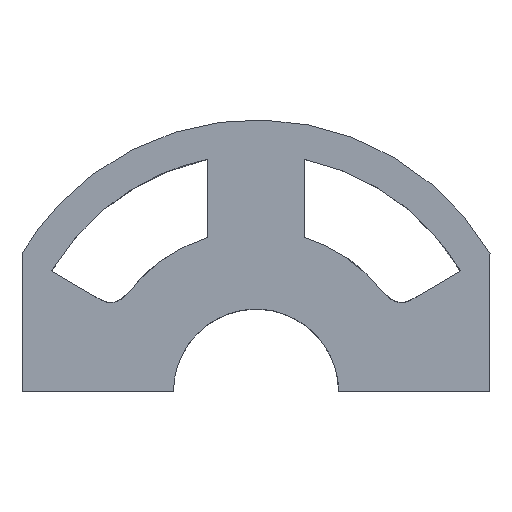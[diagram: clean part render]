
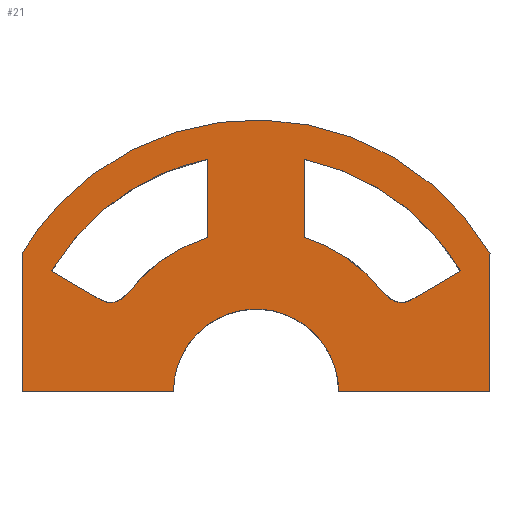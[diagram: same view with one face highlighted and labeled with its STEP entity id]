
A CAD part, top view. The second image highlights one B-rep face of the part: STEP entity #21.
In plain terms, the highlighted planar face has unit normal (0, 0, 1).
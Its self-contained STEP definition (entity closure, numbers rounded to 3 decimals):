
#14=FACE_BOUND('',#70,.T.);
#15=FACE_BOUND('',#71,.T.);
#21=ADVANCED_FACE('',(#45,#14,#15),#434,.T.);
#45=FACE_OUTER_BOUND('',#69,.T.);
#69=EDGE_LOOP('',(#102,#103,#104,#105,#106,#107));
#70=EDGE_LOOP('',(#108,#109,#110,#111,#112));
#71=EDGE_LOOP('',(#113,#114,#115,#116,#117));
#102=ORIENTED_EDGE('',*,*,#246,.T.);
#103=ORIENTED_EDGE('',*,*,#247,.T.);
#104=ORIENTED_EDGE('',*,*,#271,.T.);
#105=ORIENTED_EDGE('',*,*,#248,.T.);
#106=ORIENTED_EDGE('',*,*,#249,.T.);
#107=ORIENTED_EDGE('',*,*,#274,.T.);
#108=ORIENTED_EDGE('',*,*,#257,.T.);
#109=ORIENTED_EDGE('',*,*,#280,.T.);
#110=ORIENTED_EDGE('',*,*,#250,.T.);
#111=ORIENTED_EDGE('',*,*,#265,.T.);
#112=ORIENTED_EDGE('',*,*,#245,.T.);
#113=ORIENTED_EDGE('',*,*,#296,.T.);
#114=ORIENTED_EDGE('',*,*,#251,.T.);
#115=ORIENTED_EDGE('',*,*,#286,.T.);
#116=ORIENTED_EDGE('',*,*,#287,.T.);
#117=ORIENTED_EDGE('',*,*,#295,.T.);
#245=EDGE_CURVE('',#387,#389,#314,.T.);
#246=EDGE_CURVE('',#390,#391,#337,.T.);
#247=EDGE_CURVE('',#391,#392,#338,.T.);
#248=EDGE_CURVE('',#393,#394,#339,.T.);
#249=EDGE_CURVE('',#394,#395,#340,.T.);
#250=EDGE_CURVE('',#397,#398,#341,.T.);
#251=EDGE_CURVE('',#399,#400,#342,.T.);
#257=EDGE_CURVE('',#389,#396,#348,.T.);
#265=EDGE_CURVE('',#398,#387,#317,.T.);
#271=EDGE_CURVE('',#392,#393,#319,.T.);
#274=EDGE_CURVE('',#395,#390,#320,.T.);
#280=EDGE_CURVE('',#396,#397,#323,.T.);
#286=EDGE_CURVE('',#400,#401,#325,.T.);
#287=EDGE_CURVE('',#401,#402,#367,.T.);
#295=EDGE_CURVE('',#402,#403,#326,.T.);
#296=EDGE_CURVE('',#403,#399,#327,.T.);
#314=(
BOUNDED_CURVE()
B_SPLINE_CURVE(2,(#896,#897,#898),.UNSPECIFIED.,.F.,.F.)
B_SPLINE_CURVE_WITH_KNOTS((3,3),(-2.186,0.),.UNSPECIFIED.)
CURVE()
GEOMETRIC_REPRESENTATION_ITEM()
RATIONAL_B_SPLINE_CURVE((1.,0.746,1.))
REPRESENTATION_ITEM('')
);
#317=(
BOUNDED_CURVE()
B_SPLINE_CURVE(2,(#968,#969,#970),.UNSPECIFIED.,.F.,.F.)
B_SPLINE_CURVE_WITH_KNOTS((3,3),(0.,7.295),.UNSPECIFIED.)
CURVE()
GEOMETRIC_REPRESENTATION_ITEM()
RATIONAL_B_SPLINE_CURVE((1.,0.952,1.))
REPRESENTATION_ITEM('')
);
#319=(
BOUNDED_CURVE()
B_SPLINE_CURVE(2,(#984,#985,#986,#987,#988),.UNSPECIFIED.,.F.,.F.)
B_SPLINE_CURVE_WITH_KNOTS((3,2,3),(0.,20.476,40.952),
 .UNSPECIFIED.)
CURVE()
GEOMETRIC_REPRESENTATION_ITEM()
RATIONAL_B_SPLINE_CURVE((1.,0.869,1.,0.869,1.))
REPRESENTATION_ITEM('')
);
#320=(
BOUNDED_CURVE()
B_SPLINE_CURVE(2,(#993,#994,#995,#996,#997),.UNSPECIFIED.,.F.,.F.)
B_SPLINE_CURVE_WITH_KNOTS((3,2,3),(-18.85,-9.425,
0.),.UNSPECIFIED.)
CURVE()
GEOMETRIC_REPRESENTATION_ITEM()
RATIONAL_B_SPLINE_CURVE((1.,0.707,1.,0.707,1.))
REPRESENTATION_ITEM('')
);
#323=(
BOUNDED_CURVE()
B_SPLINE_CURVE(2,(#1012,#1013,#1014),.UNSPECIFIED.,.F.,.F.)
B_SPLINE_CURVE_WITH_KNOTS((3,3),(-14.36,0.),.UNSPECIFIED.)
CURVE()
GEOMETRIC_REPRESENTATION_ITEM()
RATIONAL_B_SPLINE_CURVE((1.,0.915,1.))
REPRESENTATION_ITEM('')
);
#325=(
BOUNDED_CURVE()
B_SPLINE_CURVE(2,(#1026,#1027,#1028),.UNSPECIFIED.,.F.,.F.)
B_SPLINE_CURVE_WITH_KNOTS((3,3),(-14.36,0.),.UNSPECIFIED.)
CURVE()
GEOMETRIC_REPRESENTATION_ITEM()
RATIONAL_B_SPLINE_CURVE((1.,0.915,1.))
REPRESENTATION_ITEM('')
);
#326=(
BOUNDED_CURVE()
B_SPLINE_CURVE(2,(#1070,#1071,#1072),.UNSPECIFIED.,.F.,.F.)
B_SPLINE_CURVE_WITH_KNOTS((3,3),(-2.186,0.),.UNSPECIFIED.)
CURVE()
GEOMETRIC_REPRESENTATION_ITEM()
RATIONAL_B_SPLINE_CURVE((1.,0.746,1.))
REPRESENTATION_ITEM('')
);
#327=(
BOUNDED_CURVE()
B_SPLINE_CURVE(2,(#1073,#1074,#1075),.UNSPECIFIED.,.F.,.F.)
B_SPLINE_CURVE_WITH_KNOTS((3,3),(0.,7.295),.UNSPECIFIED.)
CURVE()
GEOMETRIC_REPRESENTATION_ITEM()
RATIONAL_B_SPLINE_CURVE((1.,0.952,1.))
REPRESENTATION_ITEM('')
);
#337=B_SPLINE_CURVE_WITH_KNOTS('',1,(#899,#900),.UNSPECIFIED.,.F.,.F.,(2,
2),(0.,11.),.UNSPECIFIED.);
#338=B_SPLINE_CURVE_WITH_KNOTS('',1,(#901,#902),.UNSPECIFIED.,.F.,.F.,(2,
2),(0.,10.053),.UNSPECIFIED.);
#339=B_SPLINE_CURVE_WITH_KNOTS('',1,(#903,#904),.UNSPECIFIED.,.F.,.F.,(2,
2),(0.,10.053),.UNSPECIFIED.);
#340=B_SPLINE_CURVE_WITH_KNOTS('',1,(#905,#906),.UNSPECIFIED.,.F.,.F.,(2,
2),(0.,11.),.UNSPECIFIED.);
#341=B_SPLINE_CURVE_WITH_KNOTS('',1,(#907,#908),.UNSPECIFIED.,.F.,.F.,(2,
2),(0.,5.675),.UNSPECIFIED.);
#342=B_SPLINE_CURVE_WITH_KNOTS('',1,(#909,#910),.UNSPECIFIED.,.F.,.F.,(2,
2),(-5.675,0.),.UNSPECIFIED.);
#348=B_SPLINE_CURVE_WITH_KNOTS('',1,(#944,#945),.UNSPECIFIED.,.F.,.F.,(2,
2),(-4.085,0.),.UNSPECIFIED.);
#367=B_SPLINE_CURVE_WITH_KNOTS('',1,(#1029,#1030),.UNSPECIFIED.,.F.,.F.,
(2,2),(0.,4.085),.UNSPECIFIED.);
#387=VERTEX_POINT('',#835);
#389=VERTEX_POINT('',#837);
#390=VERTEX_POINT('',#838);
#391=VERTEX_POINT('',#839);
#392=VERTEX_POINT('',#840);
#393=VERTEX_POINT('',#841);
#394=VERTEX_POINT('',#842);
#395=VERTEX_POINT('',#843);
#396=VERTEX_POINT('',#844);
#397=VERTEX_POINT('',#845);
#398=VERTEX_POINT('',#846);
#399=VERTEX_POINT('',#847);
#400=VERTEX_POINT('',#848);
#401=VERTEX_POINT('',#849);
#402=VERTEX_POINT('',#850);
#403=VERTEX_POINT('',#851);
#434=PLANE('',#546);
#546=AXIS2_PLACEMENT_3D('',#590,#559,$);
#559=DIRECTION('',(0.,0.,1.));
#590=CARTESIAN_POINT('',(-20.46,-2.035,-1.5));
#835=CARTESIAN_POINT('',(-9.372,7.087,-1.5));
#837=CARTESIAN_POINT('',(-11.332,6.701,-1.5));
#838=CARTESIAN_POINT('',(6.,0.,-1.5));
#839=CARTESIAN_POINT('',(17.,0.,-1.5));
#840=CARTESIAN_POINT('',(17.,10.053,-1.5));
#841=CARTESIAN_POINT('',(-17.,10.053,-1.5));
#842=CARTESIAN_POINT('',(-17.,0.,-1.5));
#843=CARTESIAN_POINT('',(-6.,0.,-1.5));
#844=CARTESIAN_POINT('',(-14.848,8.78,-1.5));
#845=CARTESIAN_POINT('',(-3.5,16.891,-1.5));
#846=CARTESIAN_POINT('',(-3.5,11.217,-1.5));
#847=CARTESIAN_POINT('',(3.5,11.217,-1.5));
#848=CARTESIAN_POINT('',(3.5,16.891,-1.5));
#849=CARTESIAN_POINT('',(14.848,8.78,-1.5));
#850=CARTESIAN_POINT('',(11.332,6.701,-1.5));
#851=CARTESIAN_POINT('',(9.372,7.087,-1.5));
#896=CARTESIAN_POINT('',(-9.372,7.087,-1.5));
#897=CARTESIAN_POINT('',(-10.179,6.02,-1.5));
#898=CARTESIAN_POINT('',(-11.332,6.701,-1.5));
#899=CARTESIAN_POINT('',(6.,0.,-1.5));
#900=CARTESIAN_POINT('',(17.,0.,-1.5));
#901=CARTESIAN_POINT('',(17.,0.,-1.5));
#902=CARTESIAN_POINT('',(17.,10.053,-1.5));
#903=CARTESIAN_POINT('',(-17.,10.053,-1.5));
#904=CARTESIAN_POINT('',(-17.,0.,-1.5));
#905=CARTESIAN_POINT('',(-17.,0.,-1.5));
#906=CARTESIAN_POINT('',(-6.,0.,-1.5));
#907=CARTESIAN_POINT('',(-3.5,16.891,-1.5));
#908=CARTESIAN_POINT('',(-3.5,11.217,-1.5));
#909=CARTESIAN_POINT('',(3.5,11.217,-1.5));
#910=CARTESIAN_POINT('',(3.5,16.891,-1.5));
#944=CARTESIAN_POINT('',(-11.332,6.701,-1.5));
#945=CARTESIAN_POINT('',(-14.848,8.78,-1.5));
#968=CARTESIAN_POINT('',(-3.5,11.217,-1.5));
#969=CARTESIAN_POINT('',(-7.098,10.094,-1.5));
#970=CARTESIAN_POINT('',(-9.372,7.087,-1.5));
#984=CARTESIAN_POINT('',(17.,10.053,-1.5));
#985=CARTESIAN_POINT('',(11.266,19.75,-1.5));
#986=CARTESIAN_POINT('',(0.,19.75,-1.5));
#987=CARTESIAN_POINT('',(-11.266,19.75,-1.5));
#988=CARTESIAN_POINT('',(-17.,10.053,-1.5));
#993=CARTESIAN_POINT('',(-6.,0.,-1.5));
#994=CARTESIAN_POINT('',(-6.,6.,-1.5));
#995=CARTESIAN_POINT('',(0.,6.,-1.5));
#996=CARTESIAN_POINT('',(6.,6.,-1.5));
#997=CARTESIAN_POINT('',(6.,0.,-1.5));
#1012=CARTESIAN_POINT('',(-14.848,8.78,-1.5));
#1013=CARTESIAN_POINT('',(-10.967,15.344,-1.5));
#1014=CARTESIAN_POINT('',(-3.5,16.891,-1.5));
#1026=CARTESIAN_POINT('',(3.5,16.891,-1.5));
#1027=CARTESIAN_POINT('',(10.967,15.344,-1.5));
#1028=CARTESIAN_POINT('',(14.848,8.78,-1.5));
#1029=CARTESIAN_POINT('',(14.848,8.78,-1.5));
#1030=CARTESIAN_POINT('',(11.332,6.701,-1.5));
#1070=CARTESIAN_POINT('',(11.332,6.701,-1.5));
#1071=CARTESIAN_POINT('',(10.179,6.02,-1.5));
#1072=CARTESIAN_POINT('',(9.372,7.087,-1.5));
#1073=CARTESIAN_POINT('',(9.372,7.087,-1.5));
#1074=CARTESIAN_POINT('',(7.098,10.094,-1.5));
#1075=CARTESIAN_POINT('',(3.5,11.217,-1.5));
